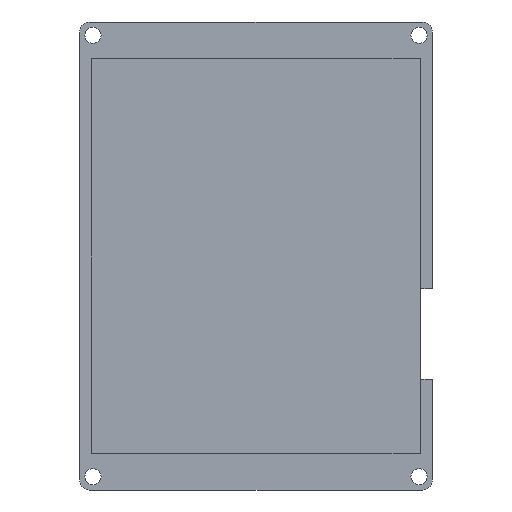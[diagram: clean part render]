
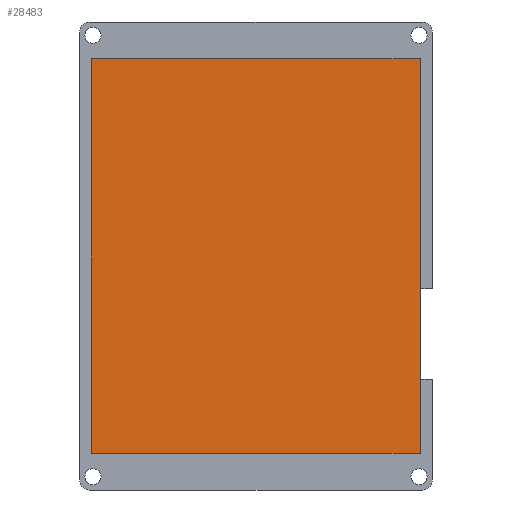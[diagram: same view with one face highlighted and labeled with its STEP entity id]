
A CAD part, front view. The second image highlights one B-rep face of the part: STEP entity #28483.
In plain terms, the highlighted planar face has unit normal (0, -1, 0).
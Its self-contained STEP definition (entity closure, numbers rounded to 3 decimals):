
#2393=FACE_OUTER_BOUND('',#3913,.T.);
#3913=EDGE_LOOP('',(#19199,#19200,#19201,#19202));
#5472=LINE('',#40473,#8904);
#5473=LINE('',#40475,#8905);
#5474=LINE('',#40477,#8906);
#5475=LINE('',#40478,#8907);
#8904=VECTOR('',#32631,10.);
#8905=VECTOR('',#32632,10.);
#8906=VECTOR('',#32633,10.);
#8907=VECTOR('',#32634,10.);
#12332=VERTEX_POINT('',#40471);
#12333=VERTEX_POINT('',#40472);
#12334=VERTEX_POINT('',#40474);
#12335=VERTEX_POINT('',#40476);
#15008=EDGE_CURVE('',#12332,#12333,#5472,.T.);
#15009=EDGE_CURVE('',#12333,#12334,#5473,.T.);
#15010=EDGE_CURVE('',#12334,#12335,#5474,.T.);
#15011=EDGE_CURVE('',#12335,#12332,#5475,.T.);
#19199=ORIENTED_EDGE('',*,*,#15008,.T.);
#19200=ORIENTED_EDGE('',*,*,#15009,.T.);
#19201=ORIENTED_EDGE('',*,*,#15010,.T.);
#19202=ORIENTED_EDGE('',*,*,#15011,.T.);
#27298=PLANE('',#30315);
#28483=ADVANCED_FACE('',(#2393),#27298,.T.);
#30315=AXIS2_PLACEMENT_3D('',#40470,#32629,#32630);
#32629=DIRECTION('center_axis',(0.,-1.,0.));
#32630=DIRECTION('ref_axis',(0.,0.,-1.));
#32631=DIRECTION('',(-1.,0.,0.));
#32632=DIRECTION('',(0.,0.,-1.));
#32633=DIRECTION('',(1.,0.,0.));
#32634=DIRECTION('',(0.,0.,1.));
#40470=CARTESIAN_POINT('Origin',(-32.65,-0.6,-39.15));
#40471=CARTESIAN_POINT('',(0.,-0.6,0.));
#40472=CARTESIAN_POINT('',(-65.3,-0.6,0.));
#40473=CARTESIAN_POINT('',(0.,-0.6,0.));
#40474=CARTESIAN_POINT('',(-65.3,-0.6,-78.3));
#40475=CARTESIAN_POINT('',(-65.3,-0.6,0.));
#40476=CARTESIAN_POINT('',(0.,-0.6,-78.3));
#40477=CARTESIAN_POINT('',(-65.3,-0.6,-78.3));
#40478=CARTESIAN_POINT('',(0.,-0.6,-78.3));
